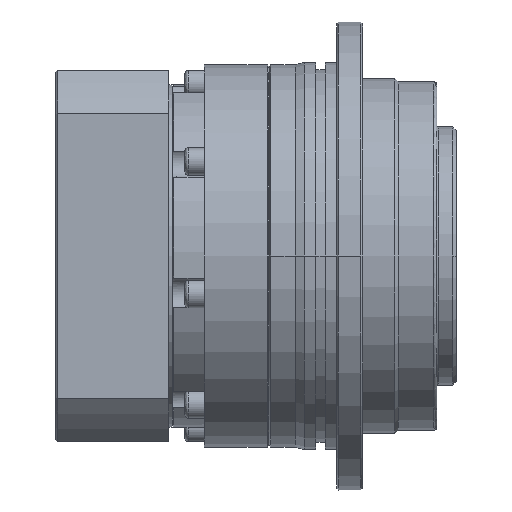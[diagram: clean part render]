
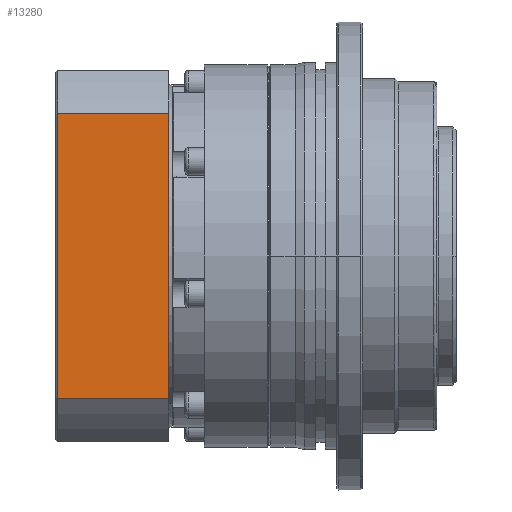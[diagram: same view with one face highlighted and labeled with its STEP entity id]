
A CAD part, front view. The second image highlights one B-rep face of the part: STEP entity #13280.
In plain terms, the highlighted planar face has unit normal (0, -1, 0).
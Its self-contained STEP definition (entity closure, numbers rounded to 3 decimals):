
#291 = CARTESIAN_POINT ( 'NONE',  ( 44.159, -57.5, 35. ) ) ;
#2049 = PLANE ( 'NONE',  #17559 ) ;
#2139 = DIRECTION ( 'NONE',  ( 0., 1., 0. ) ) ;
#2296 = CARTESIAN_POINT ( 'NONE',  ( -44.159, -57.5, 0. ) ) ;
#2564 = CARTESIAN_POINT ( 'NONE',  ( 44.159, -57.5, 0. ) ) ;
#3470 = EDGE_CURVE ( 'NONE', #17791, #23871, #8331, .T. ) ;
#3511 = DIRECTION ( 'NONE',  ( -1., 0., 0. ) ) ;
#4490 = LINE ( 'NONE', #22825, #10217 ) ;
#4659 = DIRECTION ( 'NONE',  ( 0., 0., -1. ) ) ;
#5886 = LINE ( 'NONE', #2564, #16167 ) ;
#7595 = DIRECTION ( 'NONE',  ( 1., 0., 0. ) ) ;
#8000 = VECTOR ( 'NONE', #3511, 1000. ) ;
#8331 = LINE ( 'NONE', #21778, #8000 ) ;
#9772 = CARTESIAN_POINT ( 'NONE',  ( 44.159, -57.5, 0.5 ) ) ;
#10217 = VECTOR ( 'NONE', #7595, 1000. ) ;
#11128 = ORIENTED_EDGE ( 'NONE', *, *, #3470, .F. ) ;
#12303 = EDGE_CURVE ( 'NONE', #19886, #17791, #5886, .T. ) ;
#12337 = ORIENTED_EDGE ( 'NONE', *, *, #12303, .F. ) ;
#13280 = ADVANCED_FACE ( 'NONE', ( #26507 ), #2049, .F. ) ;
#15068 = CARTESIAN_POINT ( 'NONE',  ( -44.159, -57.5, 39. ) ) ;
#16026 = LINE ( 'NONE', #2296, #21043 ) ;
#16066 = ORIENTED_EDGE ( 'NONE', *, *, #21798, .F. ) ;
#16167 = VECTOR ( 'NONE', #4659, 1000. ) ;
#17223 = DIRECTION ( 'NONE',  ( -1., 0., 0. ) ) ;
#17559 = AXIS2_PLACEMENT_3D ( 'NONE', #15068, #2139, #17223 ) ;
#17791 = VERTEX_POINT ( 'NONE', #9772 ) ;
#19290 = CARTESIAN_POINT ( 'NONE',  ( -44.159, -57.5, 0.5 ) ) ;
#19886 = VERTEX_POINT ( 'NONE', #291 ) ;
#21043 = VECTOR ( 'NONE', #23750, 1000. ) ;
#21778 = CARTESIAN_POINT ( 'NONE',  ( -44.159, -57.5, 0.5 ) ) ;
#21785 = VERTEX_POINT ( 'NONE', #25894 ) ;
#21798 = EDGE_CURVE ( 'NONE', #23871, #21785, #16026, .T. ) ;
#22825 = CARTESIAN_POINT ( 'NONE',  ( -47.255, -57.5, 35. ) ) ;
#23258 = ORIENTED_EDGE ( 'NONE', *, *, #27949, .F. ) ;
#23750 = DIRECTION ( 'NONE',  ( 0., 0., 1. ) ) ;
#23871 = VERTEX_POINT ( 'NONE', #19290 ) ;
#25894 = CARTESIAN_POINT ( 'NONE',  ( -44.159, -57.5, 35. ) ) ;
#26162 = EDGE_LOOP ( 'NONE', ( #16066, #11128, #12337, #23258 ) ) ;
#26507 = FACE_OUTER_BOUND ( 'NONE', #26162, .T. ) ;
#27949 = EDGE_CURVE ( 'NONE', #21785, #19886, #4490, .T. ) ;
